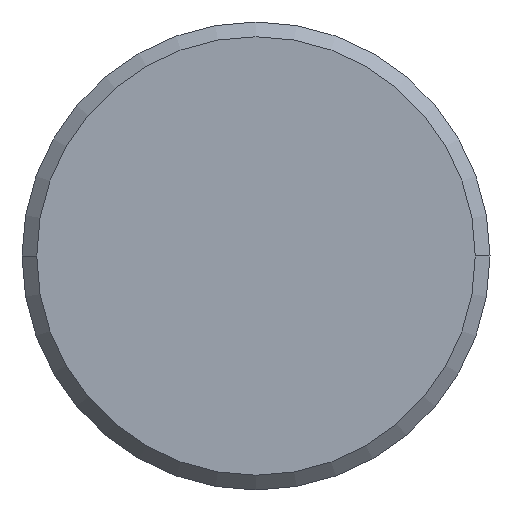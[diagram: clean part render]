
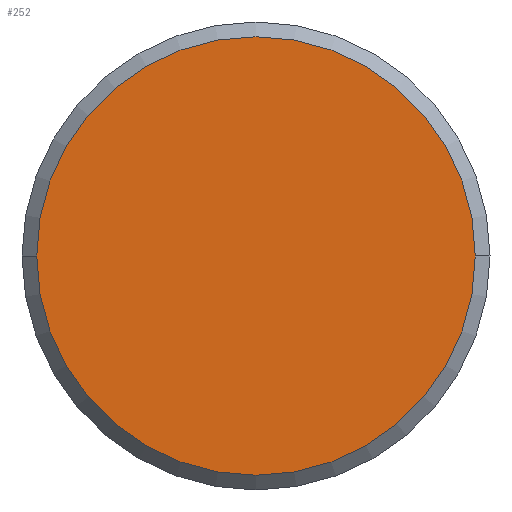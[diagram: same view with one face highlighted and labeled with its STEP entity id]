
A CAD part, left-side view. The second image highlights one B-rep face of the part: STEP entity #252.
In plain terms, the highlighted planar face has unit normal (-1, 0, 0).
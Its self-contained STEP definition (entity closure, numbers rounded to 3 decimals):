
#9 = DIRECTION ( 'NONE',  ( -1., 0., 0. ) ) ;
#17 = AXIS2_PLACEMENT_3D ( 'NONE', #57, #255, #44 ) ;
#30 = EDGE_CURVE ( 'NONE', #104, #88, #158, .T. ) ;
#37 = DIRECTION ( 'NONE',  ( 0., 1., 0. ) ) ;
#44 = DIRECTION ( 'NONE',  ( 0., 1., 0. ) ) ;
#57 = CARTESIAN_POINT ( 'NONE',  ( -30.89, 0., 0. ) ) ;
#61 = FACE_OUTER_BOUND ( 'NONE', #311, .T. ) ;
#88 = VERTEX_POINT ( 'NONE', #235 ) ;
#104 = VERTEX_POINT ( 'NONE', #167 ) ;
#146 = DIRECTION ( 'NONE',  ( 1., 0., 0. ) ) ;
#149 = ORIENTED_EDGE ( 'NONE', *, *, #404, .F. ) ;
#158 = CIRCLE ( 'NONE', #17, 1.488 ) ;
#167 = CARTESIAN_POINT ( 'NONE',  ( -30.89, 1.488, 0. ) ) ;
#176 = DIRECTION ( 'NONE',  ( 0., -1., 0. ) ) ;
#184 = AXIS2_PLACEMENT_3D ( 'NONE', #399, #9, #176 ) ;
#230 = AXIS2_PLACEMENT_3D ( 'NONE', #324, #146, #37 ) ;
#235 = CARTESIAN_POINT ( 'NONE',  ( -30.89, -1.488, 0. ) ) ;
#252 = ADVANCED_FACE ( 'NONE', ( #61 ), #299, .T. ) ;
#255 = DIRECTION ( 'NONE',  ( 1., 0., 0. ) ) ;
#299 = PLANE ( 'NONE',  #184 ) ;
#311 = EDGE_LOOP ( 'NONE', ( #376, #149 ) ) ;
#324 = CARTESIAN_POINT ( 'NONE',  ( -30.89, 0., 0. ) ) ;
#376 = ORIENTED_EDGE ( 'NONE', *, *, #30, .F. ) ;
#399 = CARTESIAN_POINT ( 'NONE',  ( -30.89, 0., 0. ) ) ;
#404 = EDGE_CURVE ( 'NONE', #88, #104, #412, .T. ) ;
#412 = CIRCLE ( 'NONE', #230, 1.488 ) ;
